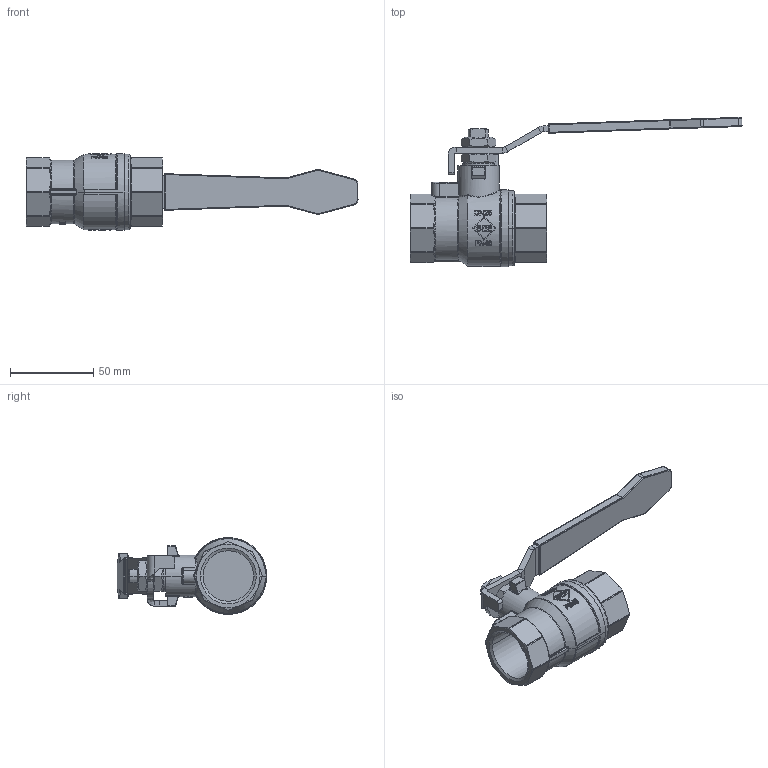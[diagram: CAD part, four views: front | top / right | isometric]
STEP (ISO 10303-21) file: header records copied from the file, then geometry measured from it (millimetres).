
FILE_DESCRIPTION(('STEP AP203'),'1');
FILE_NAME('0020036011025.stp','2025-04-04T16:55:01',('TraceParts'),('TraceParts S.A.'),'Spatial InterOp 3D',' ',' ');
FILE_SCHEMA(('CONFIG_CONTROL_DESIGN'));
Length unit declared in the file: millimetre
Products named in the file (1): 1
Bounding box: 198.9 x 89.5 x 46 mm (x, y, z)
Volume: 110618.5 mm3; surface area: 30238.2 mm2
Topology: 1 solids, 1 shells, 936 faces, 2409 edges, 1478 vertices
Faces by surface type: plane 304, bspline 261, cylinder 252, cone 54, torus 48, sphere 17
Entity records: 35676 total; most frequent: CARTESIAN_POINT 14695, ORIENTED_EDGE 4718, DIRECTION 3863, EDGE_CURVE 2359, AXIS2_PLACEMENT_3D 1489, VERTEX_POINT 1478, EDGE_LOOP 989, ADVANCED_FACE 936
